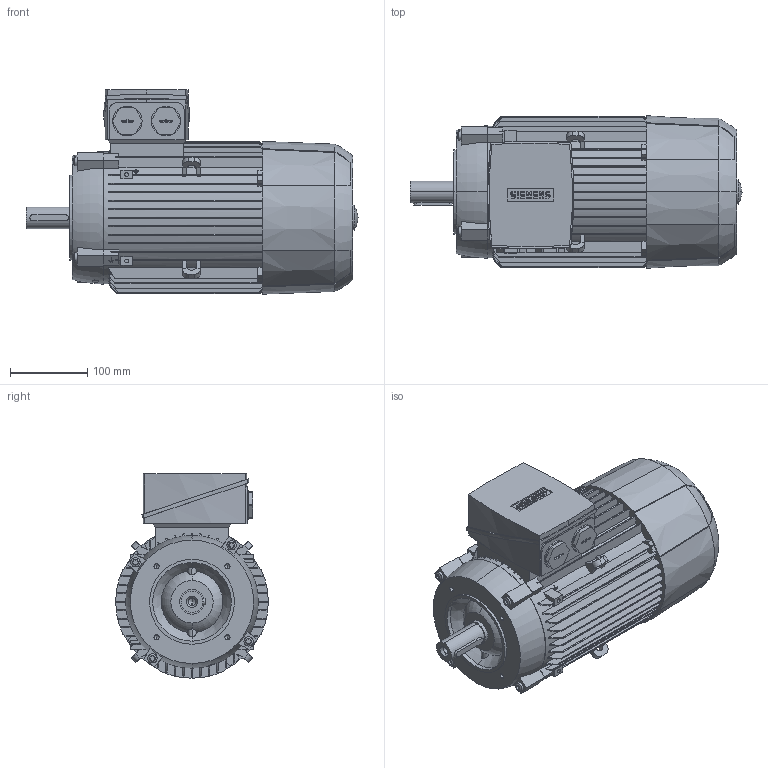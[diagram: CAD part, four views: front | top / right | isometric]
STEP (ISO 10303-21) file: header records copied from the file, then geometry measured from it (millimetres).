
FILE_DESCRIPTION(('STEP AP214'),'1');
FILE_NAME('cctmp_B08D4EE7-E57D-4FCB-872A-94F164BBBCB7_2023_06_27_09_19_09_0995..stp','2023-06-27T07:19:10',('SIEMENS A&D'),('CADClick - www.CADClick.com'),'Spatial InterOp 3D',' ','unknown authorization');
FILE_SCHEMA(('AUTOMOTIVE_DESIGN'));
Length unit declared in the file: millimetre
Products named in the file (1): 1
Bounding box: 430.5 x 198 x 265 mm (x, y, z)
Volume: 10274757.7 mm3; surface area: 534236.8 mm2
Topology: 7 solids, 7 shells, 979 faces, 2757 edges, 1819 vertices
Faces by surface type: plane 620, cylinder 215, torus 108, cone 36
Entity records: 43865 total; most frequent: CARTESIAN_POINT 10688, ORIENTED_EDGE 5490, DIRECTION 5065, EDGE_CURVE 2745, VERTEX_POINT 1819, LINE 1709, VECTOR 1709, AXIS2_PLACEMENT_3D 1678
